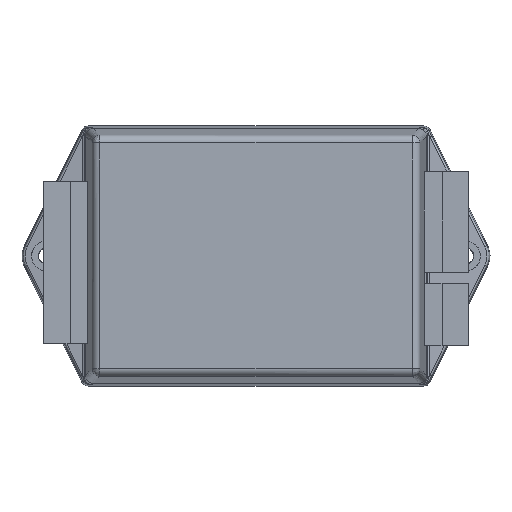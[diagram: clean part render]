
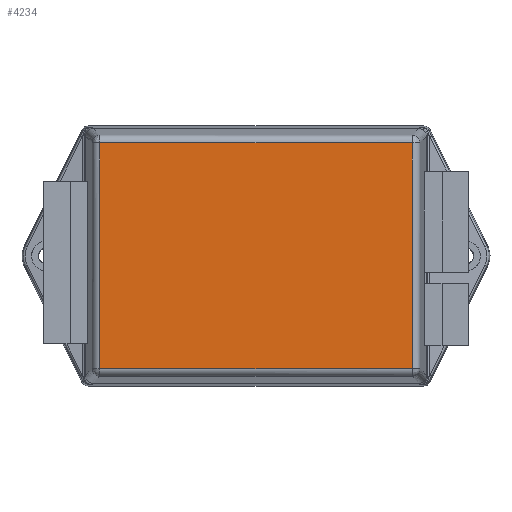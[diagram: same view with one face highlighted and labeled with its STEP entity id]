
A CAD part, top view. The second image highlights one B-rep face of the part: STEP entity #4234.
In plain terms, the highlighted free-form (B-spline) face has degree [1, 1] with [2, 2] control points.
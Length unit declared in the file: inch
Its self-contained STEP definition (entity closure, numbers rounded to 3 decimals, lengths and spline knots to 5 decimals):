
#513=CARTESIAN_POINT('V55',(-2.00494,1.44994,
   0.));
#514=VERTEX_POINT('V55',#513);
#528=CARTESIAN_POINT('V54',(2.00494,1.44994,
   0.));
#529=VERTEX_POINT('V54',#528);
#530=CARTESIAN_POINT('E64',(2.00494,1.44994,
   0.));
#531=CARTESIAN_POINT('E64',(-2.00494,1.44994,
   0.));
#532=B_SPLINE_CURVE_WITH_KNOTS('E64',1,(#530,#531),.POLYLINE_FORM.,
   .F.,.U.,(2,2),(2.6715,29.70084),
   .UNSPECIFIED.);
#533=EDGE_CURVE('E64',#529,#514,#532,.T.);
#600=CARTESIAN_POINT('V56',(-2.00494,-1.44994,
   0.));
#601=VERTEX_POINT('V56',#600);
#602=CARTESIAN_POINT('E65',(-2.00494,1.44994,
   0.));
#603=CARTESIAN_POINT('E65',(-2.00494,-1.44994,
   0.));
#604=B_SPLINE_CURVE_WITH_KNOTS('E65',1,(#602,#603),.POLYLINE_FORM.,
   .F.,.U.,(2,2),(2.6715,22.21868),
   .UNSPECIFIED.);
#605=EDGE_CURVE('E65',#514,#601,#604,.T.);
#4159=CARTESIAN_POINT('V53',(2.00494,-1.44994,
   0.));
#4160=VERTEX_POINT('V53',#4159);
#4204=CARTESIAN_POINT('E63',(2.00494,-1.44994,
   0.));
#4205=CARTESIAN_POINT('E63',(2.00494,1.44994,
   0.));
#4206=B_SPLINE_CURVE_WITH_KNOTS('E63',1,(#4204,#4205),
   .POLYLINE_FORM.,.F.,.U.,(2,2),(2.0,21.54718),
   .UNSPECIFIED.);
#4207=EDGE_CURVE('E63',#4160,#529,#4206,.T.);
#4219=CARTESIAN_POINT('F14',(-2.30623,-1.69573,
   0.));
#4220=CARTESIAN_POINT('F14',(2.30623,-1.69573,
   0.));
#4221=CARTESIAN_POINT('F14',(-2.30623,1.69573,
   0.0));
#4222=CARTESIAN_POINT('F14',(2.30623,1.69573,0.0)
   );
#4223=QUASI_UNIFORM_SURFACE('F14',1,1,((#4219,#4221),(#4220,#4222))
,.PLANE_SURF.,.F.,.F.,.U.);
#4224=ORIENTED_EDGE('E63',*,*,#4207,.T.);
#4225=ORIENTED_EDGE('E64',*,*,#533,.T.);
#4226=ORIENTED_EDGE('E65',*,*,#605,.T.);
#4227=CARTESIAN_POINT('E66',(-2.00494,-1.44994,
   0.));
#4228=CARTESIAN_POINT('E66',(2.00494,-1.44994,
   0.));
#4229=B_SPLINE_CURVE_WITH_KNOTS('E66',1,(#4227,#4228),
   .POLYLINE_FORM.,.F.,.U.,(2,2),(2.6715,
   29.70084),.UNSPECIFIED.);
#4230=EDGE_CURVE('E66',#601,#4160,#4229,.T.);
#4231=ORIENTED_EDGE('E66',*,*,#4230,.T.);
#4232=EDGE_LOOP('F14',(#4224,#4225,#4226,#4231));
#4233=FACE_OUTER_BOUND('F14',#4232,.T.);
#4234=ADVANCED_FACE('F14',(#4233),#4223,.T.);
